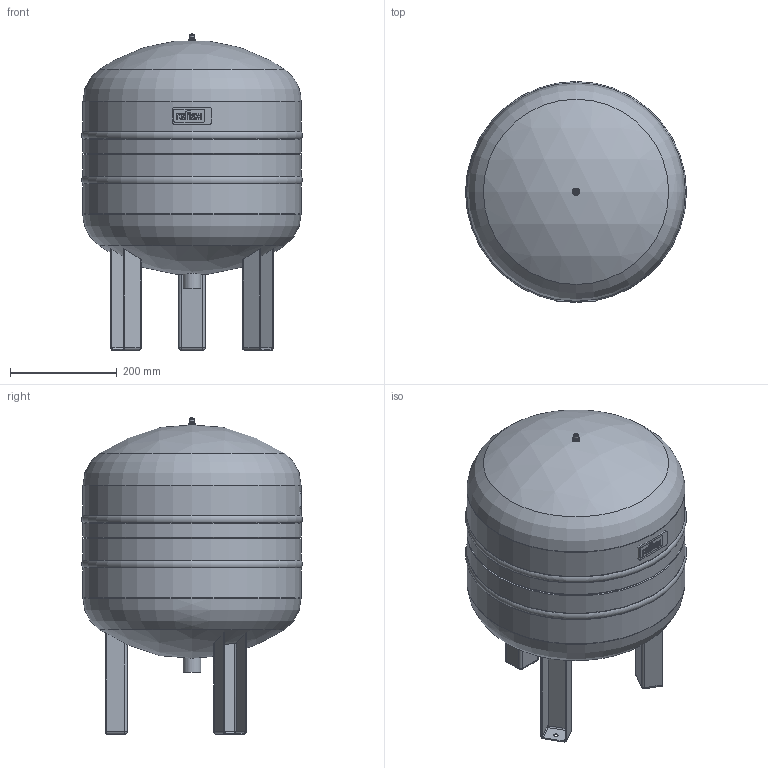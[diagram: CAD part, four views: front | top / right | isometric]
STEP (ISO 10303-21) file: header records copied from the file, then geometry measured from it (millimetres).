
FILE_DESCRIPTION(/* description */ (''),/* implementation_level */ '2;1');
FILE_NAME(/* name */ '3d_RefixDC50_10bar-7309600.stp',/* time_stamp */ '2023-01-04T12:42:00+01:00',/* author */ ('Andrzej'),/* organization */ (''),/* preprocessor_version */ 'ST-DEVELOPER v16.13',/* originating_system */ 'AutoCAD Mechanical',/* authorisation */ '');
FILE_SCHEMA (('AUTOMOTIVE_DESIGN { 1 0 10303 214 3 1 1 }'));
Length unit declared in the file: millimetre
Products named in the file (1): Product
Bounding box: 414 x 414 x 592.97 mm (x, y, z)
Volume: 47678296.8 mm3; surface area: 1342342.6 mm2
Topology: 17 solids, 17 shells, 336 faces, 809 edges, 505 vertices
Faces by surface type: plane 150, cylinder 137, torus 23, sphere 17, cone 7, bspline 2
Full cylindrical faces by diameter (mm): 6 x1, 6.201 x1, 8 x1, 8.06 x1, 8.5 x3, 10 x1, 11 x1, 14 x1, 25.7 x1, 33.7 x1, 409 x6
Entity records: 9890 total; most frequent: CARTESIAN_POINT 1991, DIRECTION 1732, ORIENTED_EDGE 1518, EDGE_CURVE 759, AXIS2_PLACEMENT_3D 664, VERTEX_POINT 503, LINE 404, VECTOR 404
